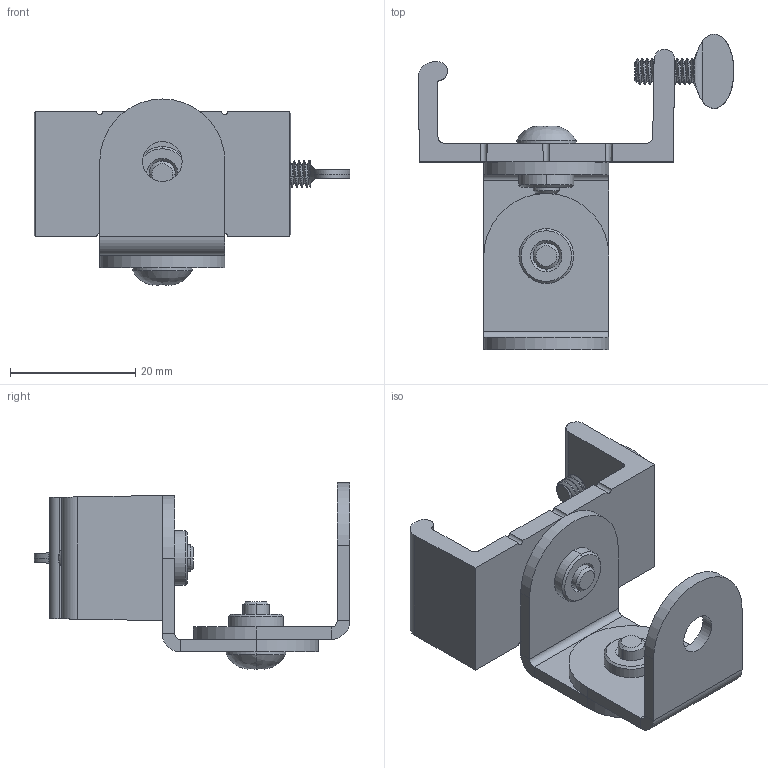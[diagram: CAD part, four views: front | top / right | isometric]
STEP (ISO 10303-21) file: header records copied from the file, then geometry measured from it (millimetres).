
FILE_DESCRIPTION((''),'2;1');
FILE_NAME('209227_ASM','2018-11-09T',('pdmadmin'),('BANNER ENGINEERING'),'CREO PARAMETRIC BY PTC INC, 2016260','CREO PARAMETRIC BY PTC INC, 2016260','');
FILE_SCHEMA(('CONFIG_CONTROL_DESIGN'));
Products named in the file (8): 172915; SP-M5-2_PEM_INSERT; 172915_ASM; 184582; 109213; 185243; 806905_ASM; 209227_ASM
Assembly tree (9 placements, depth 4):
  209227_ASM
    806905_ASM
      172915_ASM  x2
        172915
        SP-M5-2_PEM_INSERT
      184582
      109213  x2
      185243
Bounding box: 50.46 x 50.45 x 29.74 mm (x, y, z)
Volume: 7955.8 mm3; surface area: 8590.8 mm2
Topology: 7 solids, 11 shells, 185 faces, 484 edges, 316 vertices
Faces by surface type: cylinder 80, plane 64, cone 32, bspline 7, revolution 2
Entity records: 11479 total; most frequent: CARTESIAN_POINT 8166, ORIENTED_EDGE 669, DIRECTION 616, EDGE_CURVE 350, AXIS2_PLACEMENT_3D 240, VERTEX_POINT 232, EDGE_LOOP 141, VECTOR 134
